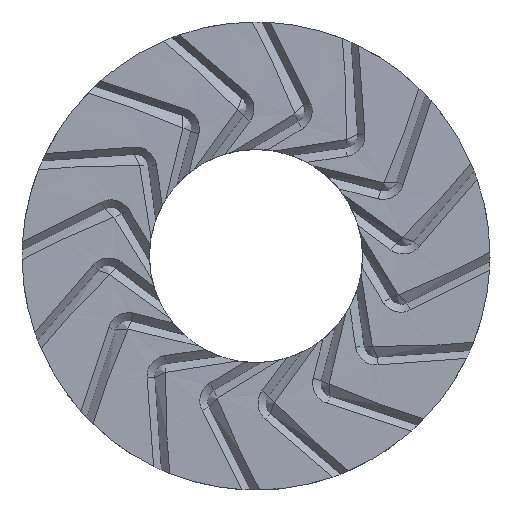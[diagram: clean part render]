
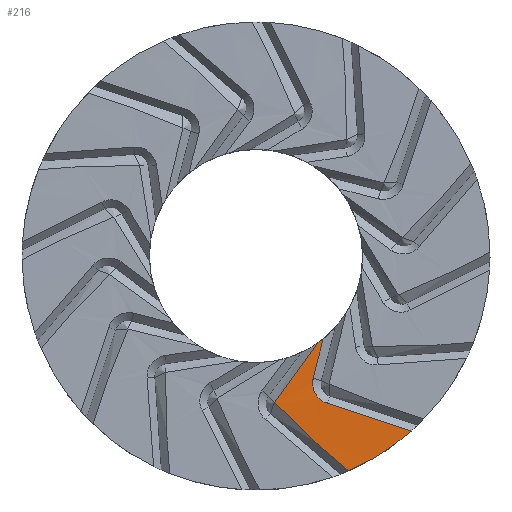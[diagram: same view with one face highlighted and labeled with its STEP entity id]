
A CAD part, top view. The second image highlights one B-rep face of the part: STEP entity #216.
In plain terms, the highlighted planar face has unit normal (0, 0, 1).
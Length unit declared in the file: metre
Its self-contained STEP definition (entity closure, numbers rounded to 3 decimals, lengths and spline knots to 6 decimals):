
#216=ADVANCED_FACE('',(#503),#504,.T.);
#503=FACE_OUTER_BOUND('',#1016,.T.);
#504=PLANE('',#1017);
#1016=EDGE_LOOP('',(#1784,#1785,#1786,#1787,#1788,#1789,#1790,#1791,#1792));
#1017=AXIS2_PLACEMENT_3D('',#1793,#1794,#1795);
#1784=ORIENTED_EDGE('',*,*,#2516,.F.);
#1785=ORIENTED_EDGE('',*,*,#2515,.F.);
#1786=ORIENTED_EDGE('',*,*,#2695,.T.);
#1787=ORIENTED_EDGE('',*,*,#2696,.T.);
#1788=ORIENTED_EDGE('',*,*,#2697,.F.);
#1789=ORIENTED_EDGE('',*,*,#2534,.T.);
#1790=ORIENTED_EDGE('',*,*,#2533,.T.);
#1791=ORIENTED_EDGE('',*,*,#2698,.F.);
#1792=ORIENTED_EDGE('',*,*,#2509,.F.);
#1793=CARTESIAN_POINT('',(0.0,0.0,0.0));
#1794=DIRECTION('',(0.0,0.0,1.0));
#1795=DIRECTION('',(1.0,0.0,-0.0));
#2509=EDGE_CURVE('',#2957,#2958,#2959,.F.);
#2515=EDGE_CURVE('',#2966,#2969,#2970,.F.);
#2516=EDGE_CURVE('',#2969,#2957,#2971,.F.);
#2533=EDGE_CURVE('',#2996,#2994,#2997,.T.);
#2534=EDGE_CURVE('',#2992,#2996,#2998,.T.);
#2695=EDGE_CURVE('',#2966,#3269,#3270,.F.);
#2696=EDGE_CURVE('',#3269,#3271,#3272,.F.);
#2697=EDGE_CURVE('',#2992,#3271,#3273,.T.);
#2698=EDGE_CURVE('',#2958,#2994,#3274,.F.);
#2957=VERTEX_POINT('',#3618);
#2958=VERTEX_POINT('',#3619);
#2959=LINE('',#3620,#3621);
#2966=VERTEX_POINT('',#3630);
#2969=VERTEX_POINT('',#3634);
#2970=B_SPLINE_CURVE_WITH_KNOTS('',3,(#3635,#3636,#3637,#3638),.UNSPECIFIED.,.F.,.F.,(4,4),(0.292802,1.0),.UNSPECIFIED.);
#2971=B_SPLINE_CURVE_WITH_KNOTS('',3,(#3639,#3640,#3641,#3642),.UNSPECIFIED.,.F.,.F.,(4,4),(0.0,0.292802),.UNSPECIFIED.);
#2992=VERTEX_POINT('',#3676);
#2994=VERTEX_POINT('',#3680);
#2996=VERTEX_POINT('',#3682);
#2997=LINE('',#3683,#3684);
#2998=B_SPLINE_CURVE_WITH_KNOTS('',1,(#3685,#3686),.UNSPECIFIED.,.F.,.F.,(2,2),(0.0,1.0),.UNSPECIFIED.);
#3269=VERTEX_POINT('',#4132);
#3270=LINE('',#4133,#4134);
#3271=VERTEX_POINT('',#4135);
#3272=CIRCLE('',#4136,0.00205);
#3273=LINE('',#4137,#4138);
#3274=CIRCLE('',#4139,0.0045);
#3618=CARTESIAN_POINT('',(0.001367,-0.002832,0.000003));
#3619=CARTESIAN_POINT('',(0.002984,-0.003368,0.0));
#3620=CARTESIAN_POINT('',(-0.000712,-0.002135,0.0));
#3621=VECTOR('',#4583,1.0);
#3630=CARTESIAN_POINT('',(0.001099,-0.002353,-0.000004));
#3634=CARTESIAN_POINT('',(0.001214,-0.002743,0.000001));
#3635=CARTESIAN_POINT('',(0.001214,-0.002743,0.000001));
#3636=CARTESIAN_POINT('',(0.001114,-0.002647,-0.000003));
#3637=CARTESIAN_POINT('',(0.001064,-0.002497,-0.000007));
#3638=CARTESIAN_POINT('',(0.0011,-0.002359,-0.000009));
#3639=CARTESIAN_POINT('',(0.001362,-0.002832,0.000005));
#3640=CARTESIAN_POINT('',(0.001306,-0.002814,0.000004));
#3641=CARTESIAN_POINT('',(0.001256,-0.002783,0.000002));
#3642=CARTESIAN_POINT('',(0.001214,-0.002743,0.000001));
#3676=CARTESIAN_POINT('',(0.000355,-0.002812,0.));
#3680=CARTESIAN_POINT('',(0.001785,-0.004131,0.0));
#3682=CARTESIAN_POINT('',(0.001146,-0.003582,-0.000002));
#3683=CARTESIAN_POINT('',(0.00115,-0.00358,0.0));
#3684=VECTOR('',#4599,1.0);
#3685=CARTESIAN_POINT('',(0.000372,-0.002911,0.0));
#3686=CARTESIAN_POINT('',(0.00114,-0.003577,0.0));
#4132=CARTESIAN_POINT('',(0.00129,-0.001593,0.0));
#4133=CARTESIAN_POINT('',(0.001093,-0.002348,0.0));
#4134=VECTOR('',#4697,1.0);
#4135=CARTESIAN_POINT('',(0.001181,-0.001676,0.0));
#4136=AXIS2_PLACEMENT_3D('',#4698,#4699,#4700);
#4137=CARTESIAN_POINT('',(0.001557,-0.00118,0.0));
#4138=VECTOR('',#4701,1.0);
#4139=AXIS2_PLACEMENT_3D('',#4702,#4703,#4704);
#4583=DIRECTION('',(-0.949,0.316,0.0));
#4599=DIRECTION('',(0.755,-0.655,0.0));
#4697=DIRECTION('',(-0.253,-0.967,0.0));
#4698=CARTESIAN_POINT('',(0.0,0.0,0.0));
#4699=DIRECTION('',(0.0,0.0,1.0));
#4700=DIRECTION('',(1.0,0.0,-0.0));
#4701=DIRECTION('',(0.604,0.797,0.0));
#4702=CARTESIAN_POINT('',(0.0,0.0,0.0));
#4703=DIRECTION('',(0.0,0.0,1.0));
#4704=DIRECTION('',(1.0,0.0,-0.0));
